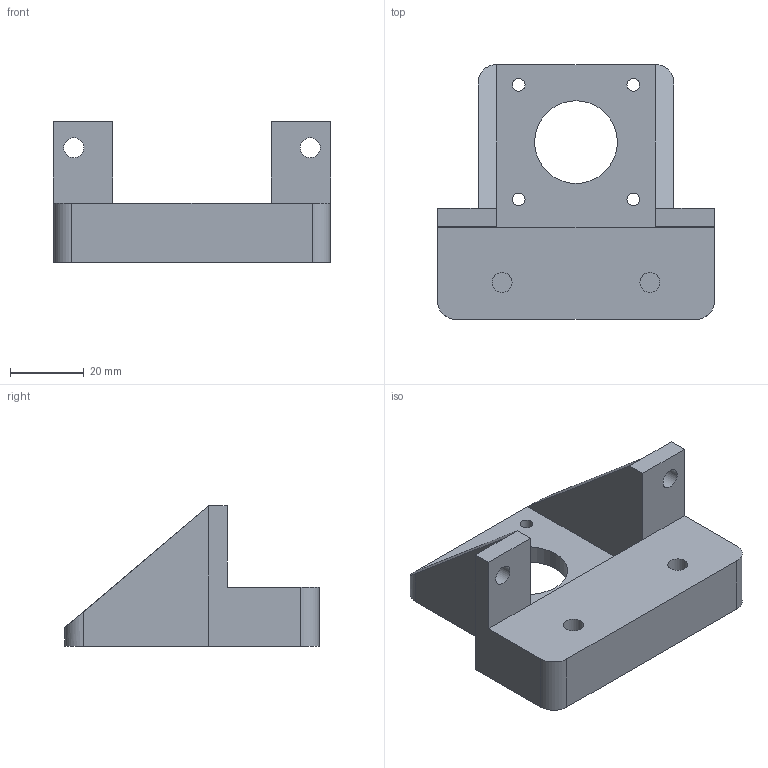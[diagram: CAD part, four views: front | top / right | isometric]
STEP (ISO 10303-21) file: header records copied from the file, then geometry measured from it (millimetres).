
FILE_DESCRIPTION(/* description */ (''),/* implementation_level */ '2;1');
FILE_NAME(/* name */ 'new2_elevated_Z_Motor_Mount v15.step',/* time_stamp */ '2020-09-24T10:59:19-07:00',/* author */ (''),/* organization */ (''),/* preprocessor_version */ 'ST-DEVELOPER v18.1',/* originating_system */ 'Autodesk Translation Framework v9.3.0.1241',/* authorisation */ '');
FILE_SCHEMA (('AUTOMOTIVE_DESIGN { 1 0 10303 214 3 1 1 }'));
Length unit declared in the file: millimetre
Products named in the file (1): new2_elevated_Z_Motor_Mount
Bounding box: 75 x 69 x 38 mm (x, y, z)
Volume: 48997.9 mm3; surface area: 17279.4 mm2
Topology: 1 solids, 1 shells, 39 faces, 91 edges, 58 vertices
Faces by surface type: plane 24, cylinder 15
Full cylindrical faces by diameter (mm): 3.4 x4, 5.4 x4, 11 x2, 22.4 x1
Entity records: 1179 total; most frequent: DIRECTION 201, CARTESIAN_POINT 189, ORIENTED_EDGE 182, EDGE_CURVE 91, AXIS2_PLACEMENT_3D 70, LINE 61, VECTOR 61, VERTEX_POINT 58
